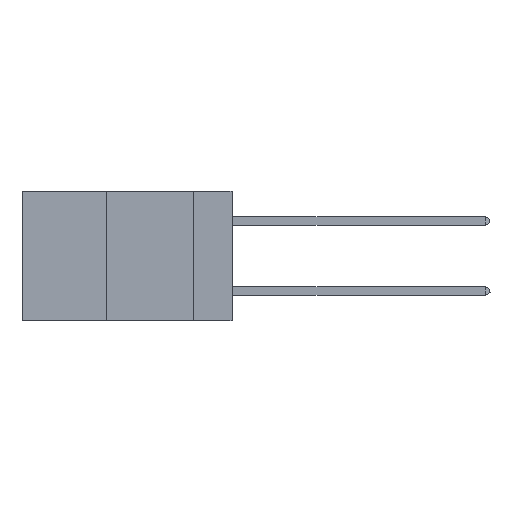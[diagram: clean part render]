
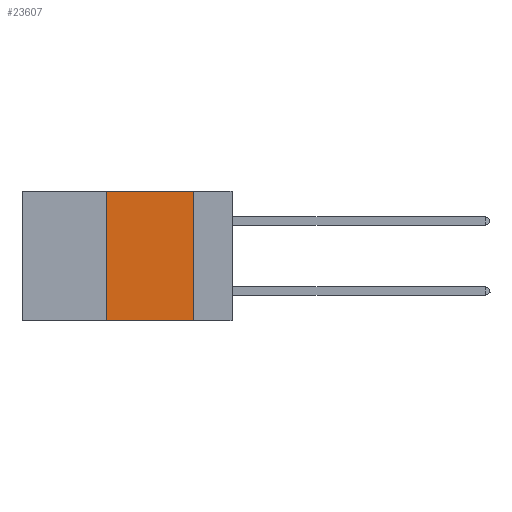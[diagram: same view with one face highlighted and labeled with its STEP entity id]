
A CAD part, left-side view. The second image highlights one B-rep face of the part: STEP entity #23607.
In plain terms, the highlighted planar face has unit normal (-1, 0, 0).
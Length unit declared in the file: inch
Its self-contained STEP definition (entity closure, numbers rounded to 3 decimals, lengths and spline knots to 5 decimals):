
#380 = DIRECTION ( 'NONE',  ( 0., 0., -1. ) ) ;
#674 = EDGE_CURVE ( 'NONE', #2893, #10269, #7683, .T. ) ;
#684 = EDGE_CURVE ( 'NONE', #2893, #14043, #22404, .T. ) ;
#2098 = VECTOR ( 'NONE', #6079, 39.37008 ) ;
#2182 = PLANE ( 'NONE',  #18172 ) ;
#2634 = LINE ( 'NONE', #21695, #16174 ) ;
#2893 = VERTEX_POINT ( 'NONE', #22663 ) ;
#4213 = VECTOR ( 'NONE', #10042, 39.37008 ) ;
#6079 = DIRECTION ( 'NONE',  ( 0., -1., 0. ) ) ;
#6136 = CARTESIAN_POINT ( 'NONE',  ( 0., 0.36, 0. ) ) ;
#7683 = LINE ( 'NONE', #6136, #16276 ) ;
#7838 = CARTESIAN_POINT ( 'NONE',  ( 0., 0.6, 0. ) ) ;
#8362 = VERTEX_POINT ( 'NONE', #16608 ) ;
#9592 = ORIENTED_EDGE ( 'NONE', *, *, #684, .T. ) ;
#10042 = DIRECTION ( 'NONE',  ( 0., -1., 0. ) ) ;
#10269 = VERTEX_POINT ( 'NONE', #17744 ) ;
#11757 = ORIENTED_EDGE ( 'NONE', *, *, #11872, .F. ) ;
#11872 = EDGE_CURVE ( 'NONE', #10269, #8362, #17089, .T. ) ;
#12884 = DIRECTION ( 'NONE',  ( 0., 0., -1. ) ) ;
#14043 = VERTEX_POINT ( 'NONE', #17789 ) ;
#14308 = EDGE_LOOP ( 'NONE', ( #20842, #11757, #22746, #9592 ) ) ;
#14933 = DIRECTION ( 'NONE',  ( 0., 0., 1. ) ) ;
#15093 = CARTESIAN_POINT ( 'NONE',  ( 0., 0.6, -0.37 ) ) ;
#15229 = CARTESIAN_POINT ( 'NONE',  ( 0., 0.6, 0. ) ) ;
#16174 = VECTOR ( 'NONE', #12884, 39.37008 ) ;
#16276 = VECTOR ( 'NONE', #14933, 39.37008 ) ;
#16608 = CARTESIAN_POINT ( 'NONE',  ( 0., 0.11, 0. ) ) ;
#17089 = LINE ( 'NONE', #7838, #2098 ) ;
#17669 = EDGE_CURVE ( 'NONE', #8362, #14043, #2634, .T. ) ;
#17744 = CARTESIAN_POINT ( 'NONE',  ( 0., 0.36, 0. ) ) ;
#17789 = CARTESIAN_POINT ( 'NONE',  ( 0., 0.11, -0.37 ) ) ;
#18172 = AXIS2_PLACEMENT_3D ( 'NONE', #15229, #20789, #380 ) ;
#20789 = DIRECTION ( 'NONE',  ( 1., 0., 0. ) ) ;
#20842 = ORIENTED_EDGE ( 'NONE', *, *, #17669, .F. ) ;
#21695 = CARTESIAN_POINT ( 'NONE',  ( 0., 0.11, 0. ) ) ;
#21744 = FACE_OUTER_BOUND ( 'NONE', #14308, .T. ) ;
#22404 = LINE ( 'NONE', #15093, #4213 ) ;
#22663 = CARTESIAN_POINT ( 'NONE',  ( 0., 0.36, -0.37 ) ) ;
#22746 = ORIENTED_EDGE ( 'NONE', *, *, #674, .F. ) ;
#23607 = ADVANCED_FACE ( 'NONE', ( #21744 ), #2182, .F. ) ;
